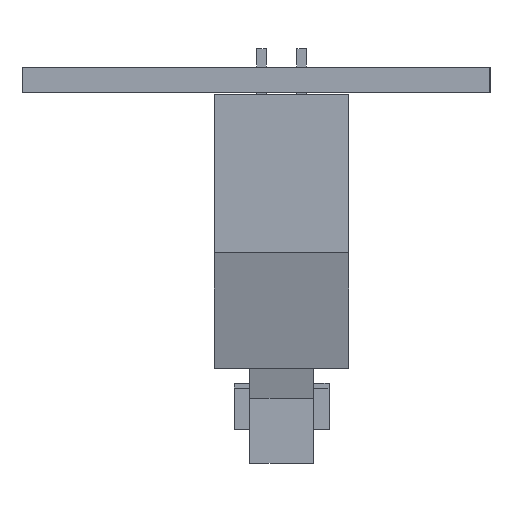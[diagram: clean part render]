
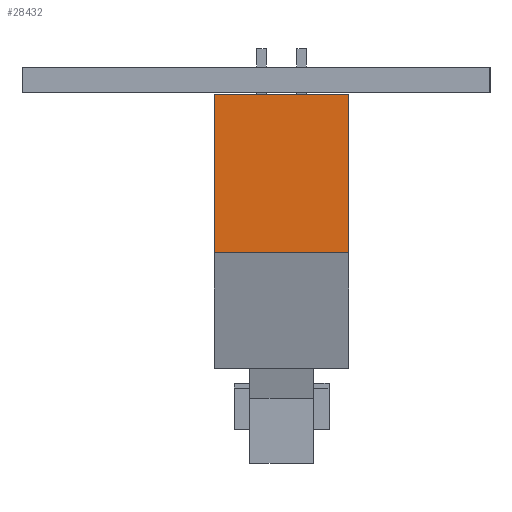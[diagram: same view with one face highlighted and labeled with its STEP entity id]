
A CAD part, left-side view. The second image highlights one B-rep face of the part: STEP entity #28432.
In plain terms, the highlighted planar face has unit normal (-1, 0, 0).
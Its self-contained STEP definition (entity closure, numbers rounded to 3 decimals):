
#76 = PLANE('',#77);
#77 = AXIS2_PLACEMENT_3D('',#78,#79,#80);
#78 = CARTESIAN_POINT('',(-31.573,2.59,0.));
#79 = DIRECTION('',(0.,-1.,0.));
#80 = DIRECTION('',(1.,0.,0.));
#24328 = PLANE('',#24329);
#24329 = AXIS2_PLACEMENT_3D('',#24330,#24331,#24332);
#24330 = CARTESIAN_POINT('',(-35.093,1.725,8.5));
#24331 = DIRECTION('',(0.,0.,1.));
#24332 = DIRECTION('',(1.,0.,-0.));
#28267 = PLANE('',#28268);
#28268 = AXIS2_PLACEMENT_3D('',#28269,#28270,#28271);
#28269 = CARTESIAN_POINT('',(-35.093,20.755,0.));
#28270 = DIRECTION('',(0.,0.,-1.));
#28271 = DIRECTION('',(1.,0.,0.));
#28334 = VERTEX_POINT('',#28335);
#28335 = CARTESIAN_POINT('',(-31.573,12.59,0.));
#28342 = PLANE('',#28343);
#28343 = AXIS2_PLACEMENT_3D('',#28344,#28345,#28346);
#28344 = CARTESIAN_POINT('',(-29.617,19.89,0.));
#28345 = DIRECTION('',(-0.966,0.259,0.));
#28346 = DIRECTION('',(-0.259,-0.966,0.));
#28361 = EDGE_CURVE('',#28334,#28362,#28364,.T.);
#28362 = VERTEX_POINT('',#28363);
#28363 = CARTESIAN_POINT('',(-31.573,12.59,8.5));
#28364 = SURFACE_CURVE('',#28365,(#28369,#28376),.PCURVE_S1.);
#28365 = LINE('',#28366,#28367);
#28366 = CARTESIAN_POINT('',(-31.573,12.59,0.));
#28367 = VECTOR('',#28368,1.);
#28368 = DIRECTION('',(0.,0.,1.));
#28369 = PCURVE('',#28342,#28370);
#28370 = DEFINITIONAL_REPRESENTATION('',(#28371),#28375);
#28371 = LINE('',#28372,#28373);
#28372 = CARTESIAN_POINT('',(7.558,0.));
#28373 = VECTOR('',#28374,1.);
#28374 = DIRECTION('',(0.,1.));
#28375 = ( GEOMETRIC_REPRESENTATION_CONTEXT(2) 
PARAMETRIC_REPRESENTATION_CONTEXT() REPRESENTATION_CONTEXT('2D SPACE',''
  ) );
#28376 = PCURVE('',#28377,#28382);
#28377 = PLANE('',#28378);
#28378 = AXIS2_PLACEMENT_3D('',#28379,#28380,#28381);
#28379 = CARTESIAN_POINT('',(-31.573,12.59,0.));
#28380 = DIRECTION('',(-1.,0.,0.));
#28381 = DIRECTION('',(0.,-1.,0.));
#28382 = DEFINITIONAL_REPRESENTATION('',(#28383),#28387);
#28383 = LINE('',#28384,#28385);
#28384 = CARTESIAN_POINT('',(0.,0.));
#28385 = VECTOR('',#28386,1.);
#28386 = DIRECTION('',(0.,1.));
#28387 = ( GEOMETRIC_REPRESENTATION_CONTEXT(2) 
PARAMETRIC_REPRESENTATION_CONTEXT() REPRESENTATION_CONTEXT('2D SPACE',''
  ) );
#28432 = ADVANCED_FACE('',(#28433),#28377,.T.);
#28433 = FACE_BOUND('',#28434,.T.);
#28434 = EDGE_LOOP('',(#28435,#28458,#28481,#28502));
#28435 = ORIENTED_EDGE('',*,*,#28436,.T.);
#28436 = EDGE_CURVE('',#28334,#28437,#28439,.T.);
#28437 = VERTEX_POINT('',#28438);
#28438 = CARTESIAN_POINT('',(-31.573,2.59,0.));
#28439 = SURFACE_CURVE('',#28440,(#28444,#28451),.PCURVE_S1.);
#28440 = LINE('',#28441,#28442);
#28441 = CARTESIAN_POINT('',(-31.573,12.59,0.));
#28442 = VECTOR('',#28443,1.);
#28443 = DIRECTION('',(0.,-1.,0.));
#28444 = PCURVE('',#28377,#28445);
#28445 = DEFINITIONAL_REPRESENTATION('',(#28446),#28450);
#28446 = LINE('',#28447,#28448);
#28447 = CARTESIAN_POINT('',(0.,0.));
#28448 = VECTOR('',#28449,1.);
#28449 = DIRECTION('',(1.,0.));
#28450 = ( GEOMETRIC_REPRESENTATION_CONTEXT(2) 
PARAMETRIC_REPRESENTATION_CONTEXT() REPRESENTATION_CONTEXT('2D SPACE',''
  ) );
#28451 = PCURVE('',#28267,#28452);
#28452 = DEFINITIONAL_REPRESENTATION('',(#28453),#28457);
#28453 = LINE('',#28454,#28455);
#28454 = CARTESIAN_POINT('',(3.52,8.165));
#28455 = VECTOR('',#28456,1.);
#28456 = DIRECTION('',(0.,1.));
#28457 = ( GEOMETRIC_REPRESENTATION_CONTEXT(2) 
PARAMETRIC_REPRESENTATION_CONTEXT() REPRESENTATION_CONTEXT('2D SPACE',''
  ) );
#28458 = ORIENTED_EDGE('',*,*,#28459,.T.);
#28459 = EDGE_CURVE('',#28437,#28460,#28462,.T.);
#28460 = VERTEX_POINT('',#28461);
#28461 = CARTESIAN_POINT('',(-31.573,2.59,8.5));
#28462 = SURFACE_CURVE('',#28463,(#28467,#28474),.PCURVE_S1.);
#28463 = LINE('',#28464,#28465);
#28464 = CARTESIAN_POINT('',(-31.573,2.59,0.));
#28465 = VECTOR('',#28466,1.);
#28466 = DIRECTION('',(0.,0.,1.));
#28467 = PCURVE('',#28377,#28468);
#28468 = DEFINITIONAL_REPRESENTATION('',(#28469),#28473);
#28469 = LINE('',#28470,#28471);
#28470 = CARTESIAN_POINT('',(10.,0.));
#28471 = VECTOR('',#28472,1.);
#28472 = DIRECTION('',(0.,1.));
#28473 = ( GEOMETRIC_REPRESENTATION_CONTEXT(2) 
PARAMETRIC_REPRESENTATION_CONTEXT() REPRESENTATION_CONTEXT('2D SPACE',''
  ) );
#28474 = PCURVE('',#76,#28475);
#28475 = DEFINITIONAL_REPRESENTATION('',(#28476),#28480);
#28476 = LINE('',#28477,#28478);
#28477 = CARTESIAN_POINT('',(0.,0.));
#28478 = VECTOR('',#28479,1.);
#28479 = DIRECTION('',(0.,1.));
#28480 = ( GEOMETRIC_REPRESENTATION_CONTEXT(2) 
PARAMETRIC_REPRESENTATION_CONTEXT() REPRESENTATION_CONTEXT('2D SPACE',''
  ) );
#28481 = ORIENTED_EDGE('',*,*,#28482,.T.);
#28482 = EDGE_CURVE('',#28460,#28362,#28483,.T.);
#28483 = SURFACE_CURVE('',#28484,(#28488,#28495),.PCURVE_S1.);
#28484 = LINE('',#28485,#28486);
#28485 = CARTESIAN_POINT('',(-31.573,2.59,8.5));
#28486 = VECTOR('',#28487,1.);
#28487 = DIRECTION('',(0.,1.,0.));
#28488 = PCURVE('',#28377,#28489);
#28489 = DEFINITIONAL_REPRESENTATION('',(#28490),#28494);
#28490 = LINE('',#28491,#28492);
#28491 = CARTESIAN_POINT('',(10.,8.5));
#28492 = VECTOR('',#28493,1.);
#28493 = DIRECTION('',(-1.,0.));
#28494 = ( GEOMETRIC_REPRESENTATION_CONTEXT(2) 
PARAMETRIC_REPRESENTATION_CONTEXT() REPRESENTATION_CONTEXT('2D SPACE',''
  ) );
#28495 = PCURVE('',#24328,#28496);
#28496 = DEFINITIONAL_REPRESENTATION('',(#28497),#28501);
#28497 = LINE('',#28498,#28499);
#28498 = CARTESIAN_POINT('',(3.52,0.865));
#28499 = VECTOR('',#28500,1.);
#28500 = DIRECTION('',(0.,1.));
#28501 = ( GEOMETRIC_REPRESENTATION_CONTEXT(2) 
PARAMETRIC_REPRESENTATION_CONTEXT() REPRESENTATION_CONTEXT('2D SPACE',''
  ) );
#28502 = ORIENTED_EDGE('',*,*,#28361,.F.);
